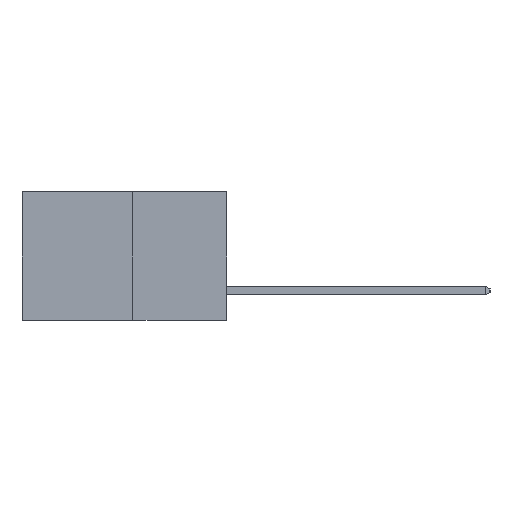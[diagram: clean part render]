
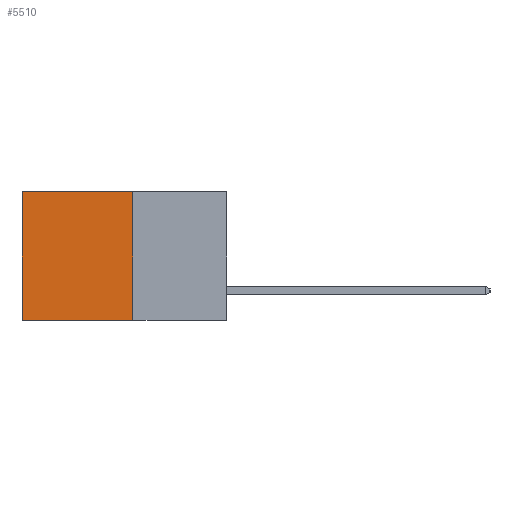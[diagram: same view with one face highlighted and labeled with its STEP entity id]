
A CAD part, left-side view. The second image highlights one B-rep face of the part: STEP entity #5510.
In plain terms, the highlighted planar face has unit normal (-1, 0, 0).
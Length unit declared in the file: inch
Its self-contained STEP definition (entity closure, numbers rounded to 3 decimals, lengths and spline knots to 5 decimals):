
#472 = LINE ( 'NONE', #12031, #10162 ) ;
#1147 = AXIS2_PLACEMENT_3D ( 'NONE', #11736, #11792, #11768 ) ;
#1587 = EDGE_CURVE ( 'NONE', #6197, #23781, #22762, .T. ) ;
#2172 = FACE_OUTER_BOUND ( 'NONE', #21623, .T. ) ;
#2585 = ORIENTED_EDGE ( 'NONE', *, *, #8836, .F. ) ;
#2654 = EDGE_CURVE ( 'NONE', #23988, #6197, #15629, .T. ) ;
#2769 = CARTESIAN_POINT ( 'NONE',  ( 0.277, 0.27, -0.37 ) ) ;
#5510 = ADVANCED_FACE ( 'NONE', ( #2172 ), #12039, .F. ) ;
#5751 = EDGE_CURVE ( 'NONE', #23988, #22738, #21802, .T. ) ;
#5883 = DIRECTION ( 'NONE',  ( 0., 0., -1. ) ) ;
#5948 = CARTESIAN_POINT ( 'NONE',  ( 0.277, 0.27, -0.37 ) ) ;
#6197 = VERTEX_POINT ( 'NONE', #21679 ) ;
#8348 = CARTESIAN_POINT ( 'NONE',  ( 0.277, 0.27, 0. ) ) ;
#8836 = EDGE_CURVE ( 'NONE', #22738, #23781, #472, .T. ) ;
#10162 = VECTOR ( 'NONE', #11071, 39.37008 ) ;
#11054 = ORIENTED_EDGE ( 'NONE', *, *, #2654, .T. ) ;
#11071 = DIRECTION ( 'NONE',  ( 0., 1., 0. ) ) ;
#11736 = CARTESIAN_POINT ( 'NONE',  ( 0.277, 0.27, -0.37 ) ) ;
#11768 = DIRECTION ( 'NONE',  ( 0., 0., -1. ) ) ;
#11792 = DIRECTION ( 'NONE',  ( 1., 0., 0. ) ) ;
#12031 = CARTESIAN_POINT ( 'NONE',  ( 0.277, 0.27, -0.37 ) ) ;
#12039 = PLANE ( 'NONE',  #1147 ) ;
#12062 = CARTESIAN_POINT ( 'NONE',  ( 0.277, 0.27, 0. ) ) ;
#15063 = VECTOR ( 'NONE', #19190, 39.37008 ) ;
#15629 = LINE ( 'NONE', #8348, #15063 ) ;
#15972 = ORIENTED_EDGE ( 'NONE', *, *, #1587, .T. ) ;
#16990 = VECTOR ( 'NONE', #5883, 39.37008 ) ;
#17977 = VECTOR ( 'NONE', #22411, 39.37008 ) ;
#19190 = DIRECTION ( 'NONE',  ( 0., 1., 0. ) ) ;
#20636 = CARTESIAN_POINT ( 'NONE',  ( 0.277, 0.59, -0.37 ) ) ;
#21623 = EDGE_LOOP ( 'NONE', ( #15972, #2585, #22491, #11054 ) ) ;
#21679 = CARTESIAN_POINT ( 'NONE',  ( 0.277, 0.59, 0. ) ) ;
#21802 = LINE ( 'NONE', #5948, #16990 ) ;
#22333 = CARTESIAN_POINT ( 'NONE',  ( 0.277, 0.59, -0.37 ) ) ;
#22411 = DIRECTION ( 'NONE',  ( 0., 0., -1. ) ) ;
#22491 = ORIENTED_EDGE ( 'NONE', *, *, #5751, .F. ) ;
#22738 = VERTEX_POINT ( 'NONE', #2769 ) ;
#22762 = LINE ( 'NONE', #22333, #17977 ) ;
#23781 = VERTEX_POINT ( 'NONE', #20636 ) ;
#23988 = VERTEX_POINT ( 'NONE', #12062 ) ;
